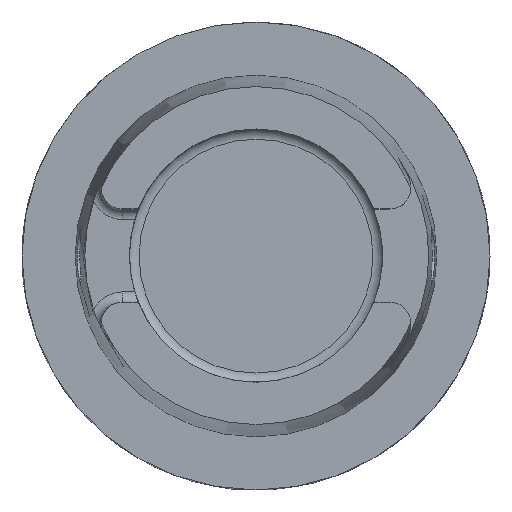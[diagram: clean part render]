
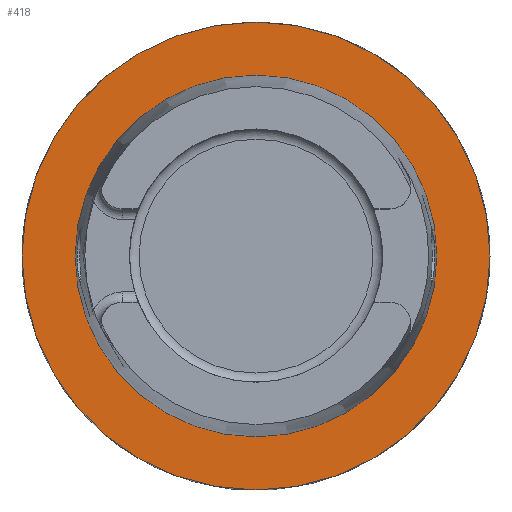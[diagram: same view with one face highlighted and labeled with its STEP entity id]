
A CAD part, top view. The second image highlights one B-rep face of the part: STEP entity #418.
In plain terms, the highlighted planar face has unit normal (0, 0, 1).
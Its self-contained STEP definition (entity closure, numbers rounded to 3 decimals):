
#342=PLANE('',#1689);
#418=ADVANCED_FACE('',(#548,#549),#342,.F.);
#548=FACE_BOUND('',#652,.T.);
#549=FACE_BOUND('',#653,.T.);
#652=EDGE_LOOP('',(#932));
#653=EDGE_LOOP('',(#933));
#932=ORIENTED_EDGE('',*,*,#1348,.F.);
#933=ORIENTED_EDGE('',*,*,#1412,.T.);
#1192=VERTEX_POINT('',#2714);
#1233=VERTEX_POINT('',#2984);
#1348=EDGE_CURVE('',#1192,#1192,#1503,.T.);
#1412=EDGE_CURVE('',#1233,#1233,#1517,.T.);
#1503=CIRCLE('',#1657,31.47);
#1517=CIRCLE('',#1687,24.321);
#1657=AXIS2_PLACEMENT_3D('',#2713,#1967,#1968);
#1687=AXIS2_PLACEMENT_3D('',#2983,#2057,#2058);
#1689=AXIS2_PLACEMENT_3D('',#2986,#2061,#2062);
#1967=DIRECTION('',(0.,0.,-1.));
#1968=DIRECTION('',(1.,0.,0.));
#2057=DIRECTION('',(0.,0.,-1.));
#2058=DIRECTION('',(1.,0.,0.));
#2061=DIRECTION('',(0.,0.,-1.));
#2062=DIRECTION('',(1.,0.,0.));
#2713=CARTESIAN_POINT('',(0.,0.,0.));
#2714=CARTESIAN_POINT('',(31.47,0.,0.));
#2983=CARTESIAN_POINT('',(0.,0.,0.));
#2984=CARTESIAN_POINT('',(24.321,0.,0.));
#2986=CARTESIAN_POINT('',(0.,-25.43,0.));
